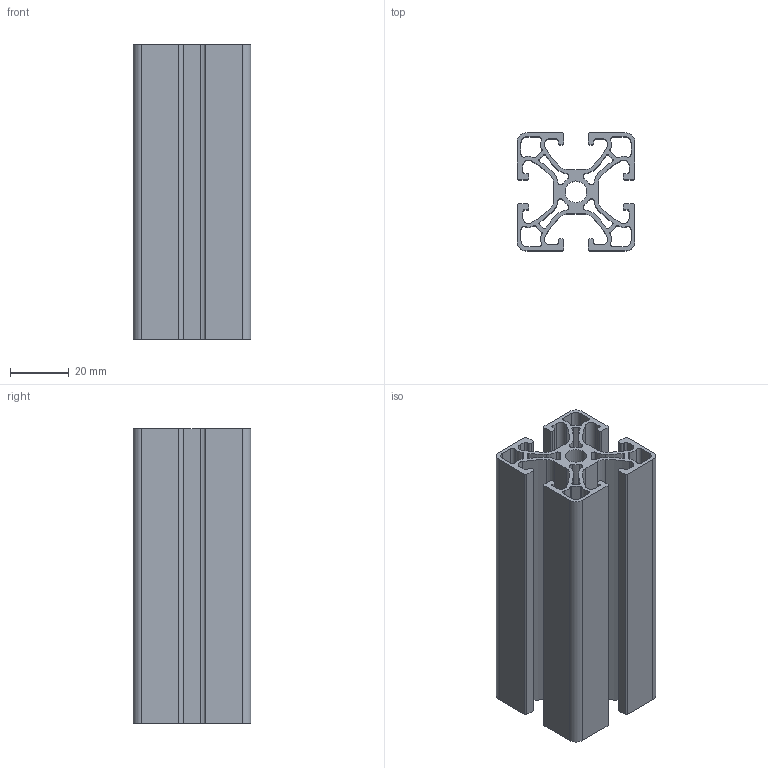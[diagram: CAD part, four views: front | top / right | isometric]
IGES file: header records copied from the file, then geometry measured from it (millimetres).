
Global section: file name: 104040E.stp.ipt; native system: Autodesk Inventor 2014; preprocessor: unknown; author: zeman; date: 20151016.101210; units: millimetre
Bounding box: 40 x 40 x 100 mm (x, y, z)
Volume: 50454.4 mm3; surface area: 60119.6 mm2
Topology: 1 solids, 1 shells, 187 faces, 555 edges, 370 vertices
Faces by surface type: revolution 69, plane 62, cylinder 56
